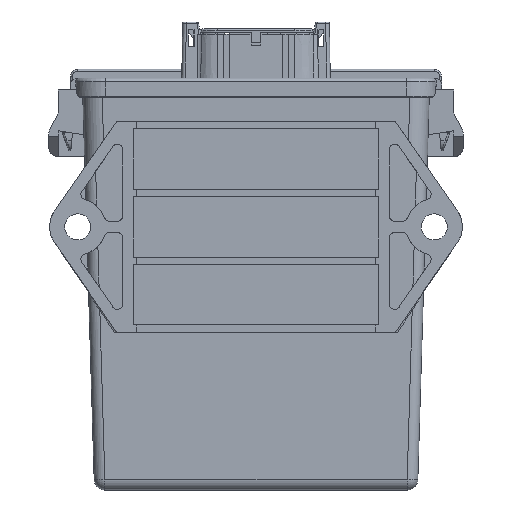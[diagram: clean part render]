
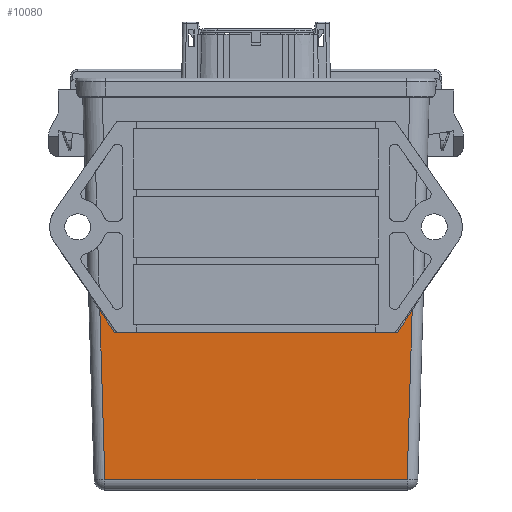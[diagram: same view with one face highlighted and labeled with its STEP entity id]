
A CAD part, front view. The second image highlights one B-rep face of the part: STEP entity #10080.
In plain terms, the highlighted planar face has unit normal (0, -1, -0.009).
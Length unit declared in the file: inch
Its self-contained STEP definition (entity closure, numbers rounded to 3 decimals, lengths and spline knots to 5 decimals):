
#1922=DIRECTION('',(1.,0.,0.));
#1923=VECTOR('',#1922,3.39203);
#1924=CARTESIAN_POINT('',(-1.69602,-0.50101,
-2.83377));
#1925=LINE('',#1924,#1923);
#2097=DIRECTION('',(0.571,-0.007,0.821));
#2098=VECTOR('',#2097,0.28997);
#2099=CARTESIAN_POINT('',(1.58674,-0.515,
-1.1811));
#2100=LINE('',#2099,#2098);
#2101=DIRECTION('',(-0.03,0.008,-1.));
#2102=VECTOR('',#2101,1.89166);
#2103=CARTESIAN_POINT('',(1.75226,-0.51702,
-0.94301));
#2104=LINE('',#2103,#2102);
#2105=DIRECTION('',(-0.03,-0.008,1.));
#2106=VECTOR('',#2105,1.89166);
#2107=CARTESIAN_POINT('',(-1.69602,-0.50101,
-2.83377));
#2108=LINE('',#2107,#2106);
#2109=DIRECTION('',(0.571,0.007,-0.821));
#2110=VECTOR('',#2109,0.28997);
#2111=CARTESIAN_POINT('',(-1.75226,-0.51702,
-0.94301));
#2112=LINE('',#2111,#2110);
#2113=DIRECTION('',(1.,0.,0.));
#2114=VECTOR('',#2113,3.17348);
#2115=CARTESIAN_POINT('',(-1.58674,-0.515,
-1.1811));
#2116=LINE('',#2115,#2114);
#2354=CARTESIAN_POINT('',(1.58674,-0.515,-1.1811));
#5663=VERTEX_POINT('',#2354);
#5664=CARTESIAN_POINT('',(-1.58674,-0.515,
-1.1811));
#5665=VERTEX_POINT('',#5664);
#5677=CARTESIAN_POINT('',(1.75226,-0.51702,
-0.94301));
#5678=VERTEX_POINT('',#5677);
#5766=CARTESIAN_POINT('',(1.69602,-0.50101,
-2.83377));
#5767=VERTEX_POINT('',#5766);
#5768=CARTESIAN_POINT('',(-1.69602,-0.50101,
-2.83377));
#5769=VERTEX_POINT('',#5768);
#5770=CARTESIAN_POINT('',(-1.75226,-0.51702,
-0.94301));
#5771=VERTEX_POINT('',#5770);
#10064=CARTESIAN_POINT('',(0.,-0.52496,-0.00444));
#10065=DIRECTION('',(0.,1.,0.008));
#10066=DIRECTION('',(0.,-0.008,1.));
#10067=AXIS2_PLACEMENT_3D('',#10064,#10065,#10066);
#10068=PLANE('',#10067);
#10069=ORIENTED_EDGE('',*,*,#8548,.T.);
#10071=ORIENTED_EDGE('',*,*,#10070,.T.);
#10072=ORIENTED_EDGE('',*,*,#9648,.F.);
#10074=ORIENTED_EDGE('',*,*,#10073,.T.);
#10075=ORIENTED_EDGE('',*,*,#10054,.T.);
#10077=ORIENTED_EDGE('',*,*,#10076,.T.);
#10078=EDGE_LOOP('',(#10069,#10071,#10072,#10074,#10075,#10077));
#10079=FACE_OUTER_BOUND('',#10078,.F.);
#10080=ADVANCED_FACE('',(#10079),#10068,.F.);
#8548=EDGE_CURVE('',#5663,#5678,#2100,.T.);
#9648=EDGE_CURVE('',#5769,#5767,#1925,.T.);
#10054=EDGE_CURVE('',#5771,#5665,#2112,.T.);
#10070=EDGE_CURVE('',#5678,#5767,#2104,.T.);
#10073=EDGE_CURVE('',#5769,#5771,#2108,.T.);
#10076=EDGE_CURVE('',#5665,#5663,#2116,.T.);
